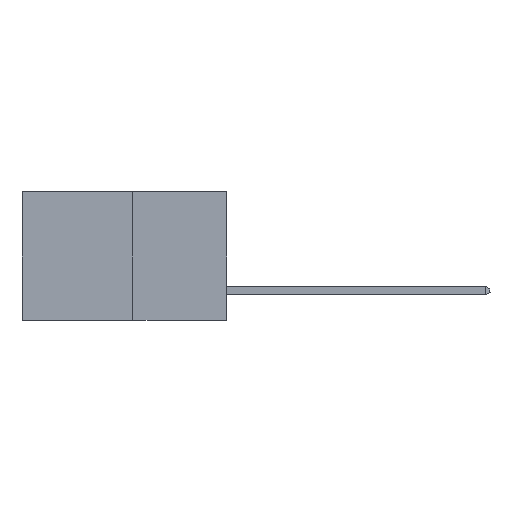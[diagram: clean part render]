
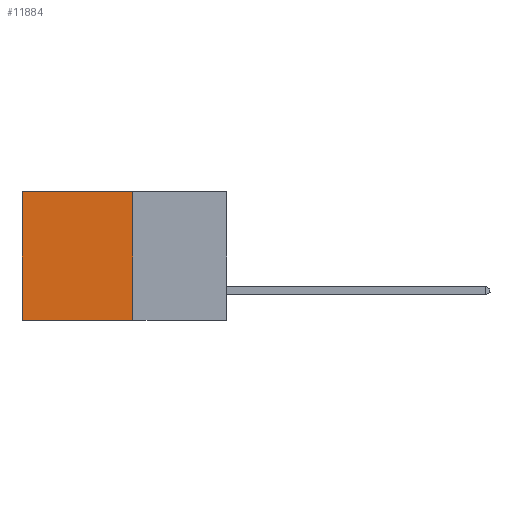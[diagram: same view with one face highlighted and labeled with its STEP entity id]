
A CAD part, left-side view. The second image highlights one B-rep face of the part: STEP entity #11884.
In plain terms, the highlighted planar face has unit normal (-1, 0, 0).
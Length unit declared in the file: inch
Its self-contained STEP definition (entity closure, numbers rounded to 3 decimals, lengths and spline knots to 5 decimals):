
#217 = EDGE_CURVE ( 'NONE', #613, #7179, #12446, .T. ) ;
#613 = VERTEX_POINT ( 'NONE', #10844 ) ;
#781 = DIRECTION ( 'NONE',  ( 0., 1., 0. ) ) ;
#1652 = EDGE_CURVE ( 'NONE', #16611, #7179, #6623, .T. ) ;
#1854 = LINE ( 'NONE', #11062, #5477 ) ;
#2103 = CARTESIAN_POINT ( 'NONE',  ( 0.277, 0.27, 0. ) ) ;
#2224 = CARTESIAN_POINT ( 'NONE',  ( 0.277, 0.59, -0.37 ) ) ;
#2839 = DIRECTION ( 'NONE',  ( 0., 0., -1. ) ) ;
#3793 = ORIENTED_EDGE ( 'NONE', *, *, #9018, .F. ) ;
#4306 = CARTESIAN_POINT ( 'NONE',  ( 0.277, 0.27, -0.37 ) ) ;
#4819 = PLANE ( 'NONE',  #10101 ) ;
#4886 = CARTESIAN_POINT ( 'NONE',  ( 0.277, 0.27, -0.37 ) ) ;
#5477 = VECTOR ( 'NONE', #2839, 39.37008 ) ;
#5485 = VECTOR ( 'NONE', #781, 39.37008 ) ;
#5595 = DIRECTION ( 'NONE',  ( 0., 1., 0. ) ) ;
#5910 = ORIENTED_EDGE ( 'NONE', *, *, #1652, .T. ) ;
#6294 = DIRECTION ( 'NONE',  ( 0., 0., -1. ) ) ;
#6623 = LINE ( 'NONE', #15926, #16937 ) ;
#6723 = EDGE_LOOP ( 'NONE', ( #5910, #7565, #3793, #8383 ) ) ;
#6907 = CARTESIAN_POINT ( 'NONE',  ( 0.277, 0.59, 0. ) ) ;
#7179 = VERTEX_POINT ( 'NONE', #2224 ) ;
#7352 = FACE_OUTER_BOUND ( 'NONE', #6723, .T. ) ;
#7565 = ORIENTED_EDGE ( 'NONE', *, *, #217, .F. ) ;
#8383 = ORIENTED_EDGE ( 'NONE', *, *, #14943, .T. ) ;
#9018 = EDGE_CURVE ( 'NONE', #9185, #613, #1854, .T. ) ;
#9185 = VERTEX_POINT ( 'NONE', #10033 ) ;
#9277 = VECTOR ( 'NONE', #5595, 39.37008 ) ;
#10033 = CARTESIAN_POINT ( 'NONE',  ( 0.277, 0.27, 0. ) ) ;
#10101 = AXIS2_PLACEMENT_3D ( 'NONE', #4886, #14420, #6294 ) ;
#10844 = CARTESIAN_POINT ( 'NONE',  ( 0.277, 0.27, -0.37 ) ) ;
#11062 = CARTESIAN_POINT ( 'NONE',  ( 0.277, 0.27, -0.37 ) ) ;
#11884 = ADVANCED_FACE ( 'NONE', ( #7352 ), #4819, .F. ) ;
#12446 = LINE ( 'NONE', #4306, #9277 ) ;
#14420 = DIRECTION ( 'NONE',  ( 1., 0., 0. ) ) ;
#14943 = EDGE_CURVE ( 'NONE', #9185, #16611, #16712, .T. ) ;
#15926 = CARTESIAN_POINT ( 'NONE',  ( 0.277, 0.59, -0.37 ) ) ;
#16281 = DIRECTION ( 'NONE',  ( 0., 0., -1. ) ) ;
#16611 = VERTEX_POINT ( 'NONE', #6907 ) ;
#16712 = LINE ( 'NONE', #2103, #5485 ) ;
#16937 = VECTOR ( 'NONE', #16281, 39.37008 ) ;
